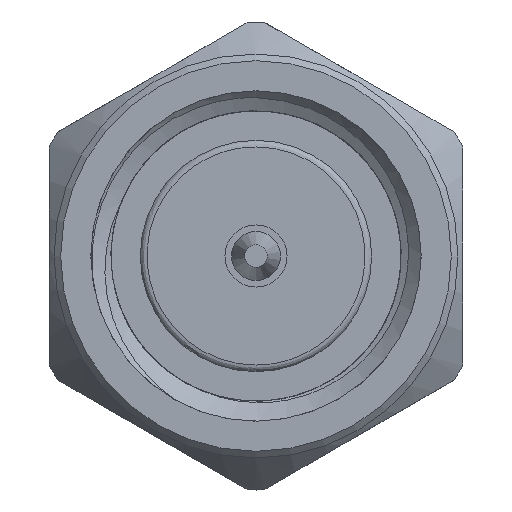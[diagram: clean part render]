
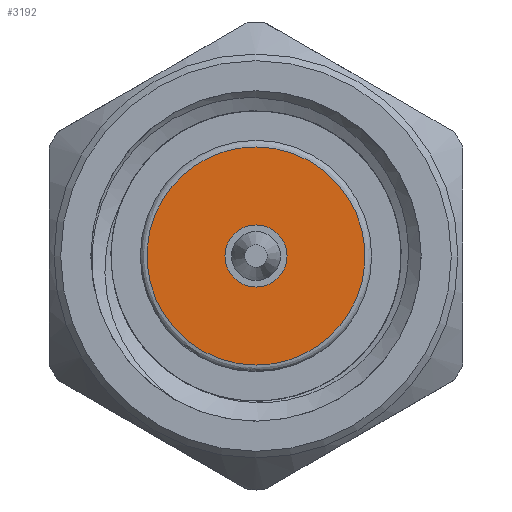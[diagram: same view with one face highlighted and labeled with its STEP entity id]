
A CAD part, left-side view. The second image highlights one B-rep face of the part: STEP entity #3192.
In plain terms, the highlighted planar face has unit normal (-1, 0, 0).
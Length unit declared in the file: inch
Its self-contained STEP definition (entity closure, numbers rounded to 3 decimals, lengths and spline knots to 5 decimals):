
#44 = CARTESIAN_POINT ( 'NONE',  ( 0.1, 0., -0.0825 ) ) ;
#122 = DIRECTION ( 'NONE',  ( 0., 0., -1. ) ) ;
#134 = CARTESIAN_POINT ( 'NONE',  ( 0.1, 0., 0.0825 ) ) ;
#142 = DIRECTION ( 'NONE',  ( 0., 0., -1. ) ) ;
#494 =( BOUNDED_CURVE ( )  B_SPLINE_CURVE ( 3, ( #44, #2662, #4525, #1554 ),
 .UNSPECIFIED., .F., .F. ) 
 B_SPLINE_CURVE_WITH_KNOTS ( ( 4, 4 ),
 ( 0., 1. ),
 .UNSPECIFIED. ) 
 CURVE ( )  GEOMETRIC_REPRESENTATION_ITEM ( )  RATIONAL_B_SPLINE_CURVE ( ( 1., 0.333, 0.333, 1. ) ) 
 REPRESENTATION_ITEM ( '' )  );
#507 = CARTESIAN_POINT ( 'NONE',  ( 0.1, 0., 0. ) ) ;
#1000 = EDGE_LOOP ( 'NONE', ( #3559 ) ) ;
#1049 = VERTEX_POINT ( 'NONE', #1394 ) ;
#1100 = CARTESIAN_POINT ( 'NONE',  ( 0.1, 0., 0.0825 ) ) ;
#1394 = CARTESIAN_POINT ( 'NONE',  ( 0.1, 0., -0.0825 ) ) ;
#1554 = CARTESIAN_POINT ( 'NONE',  ( 0.1, 0., 0.0825 ) ) ;
#1580 = DIRECTION ( 'NONE',  ( -1., 0., 0. ) ) ;
#1607 = CARTESIAN_POINT ( 'NONE',  ( 0.1, 0., -0.0235 ) ) ;
#1736 =( BOUNDED_CURVE ( )  B_SPLINE_CURVE ( 3, ( #134, #3829, #4576, #2385 ),
 .UNSPECIFIED., .F., .F. ) 
 B_SPLINE_CURVE_WITH_KNOTS ( ( 4, 4 ),
 ( 0., 1. ),
 .UNSPECIFIED. ) 
 CURVE ( )  GEOMETRIC_REPRESENTATION_ITEM ( )  RATIONAL_B_SPLINE_CURVE ( ( 1., 0.333, 0.333, 1. ) ) 
 REPRESENTATION_ITEM ( '' )  );
#1993 = DIRECTION ( 'NONE',  ( 1., 0., 0. ) ) ;
#2084 = EDGE_CURVE ( 'NONE', #1049, #4686, #494, .T. ) ;
#2385 = CARTESIAN_POINT ( 'NONE',  ( 0.1, 0., -0.0825 ) ) ;
#2404 = AXIS2_PLACEMENT_3D ( 'NONE', #2710, #1580, #142 ) ;
#2531 = CIRCLE ( 'NONE', #2404, 0.0235 ) ;
#2566 = EDGE_LOOP ( 'NONE', ( #4366, #2988 ) ) ;
#2636 = AXIS2_PLACEMENT_3D ( 'NONE', #507, #1993, #122 ) ;
#2662 = CARTESIAN_POINT ( 'NONE',  ( 0.1, 0.165, -0.0825 ) ) ;
#2710 = CARTESIAN_POINT ( 'NONE',  ( 0.1, 0., 0. ) ) ;
#2988 = ORIENTED_EDGE ( 'NONE', *, *, #4448, .F. ) ;
#3192 = ADVANCED_FACE ( 'NONE', ( #3645, #3700 ), #4228, .F. ) ;
#3389 = EDGE_CURVE ( 'NONE', #3399, #3399, #2531, .T. ) ;
#3399 = VERTEX_POINT ( 'NONE', #1607 ) ;
#3559 = ORIENTED_EDGE ( 'NONE', *, *, #3389, .F. ) ;
#3645 = FACE_BOUND ( 'NONE', #1000, .T. ) ;
#3700 = FACE_OUTER_BOUND ( 'NONE', #2566, .T. ) ;
#3829 = CARTESIAN_POINT ( 'NONE',  ( 0.1, -0.165, 0.0825 ) ) ;
#4228 = PLANE ( 'NONE',  #2636 ) ;
#4366 = ORIENTED_EDGE ( 'NONE', *, *, #2084, .F. ) ;
#4448 = EDGE_CURVE ( 'NONE', #4686, #1049, #1736, .T. ) ;
#4525 = CARTESIAN_POINT ( 'NONE',  ( 0.1, 0.165, 0.0825 ) ) ;
#4576 = CARTESIAN_POINT ( 'NONE',  ( 0.1, -0.165, -0.0825 ) ) ;
#4686 = VERTEX_POINT ( 'NONE', #1100 ) ;
